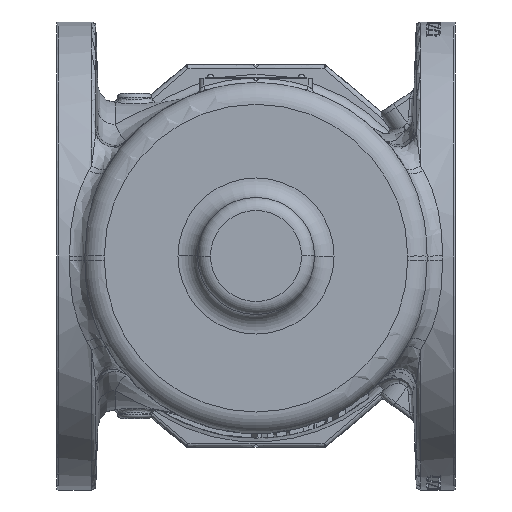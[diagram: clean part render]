
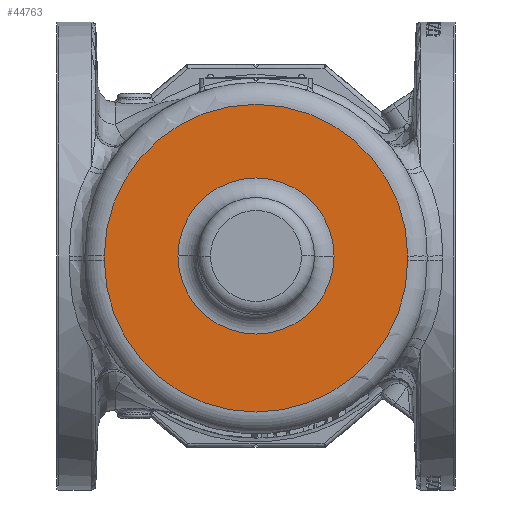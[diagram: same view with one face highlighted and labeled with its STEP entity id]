
A CAD part, front view. The second image highlights one B-rep face of the part: STEP entity #44763.
In plain terms, the highlighted planar face has unit normal (0, -1, 0).
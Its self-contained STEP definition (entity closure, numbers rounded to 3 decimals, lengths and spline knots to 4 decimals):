
#17212=DIRECTION('',(0.002,0.,-1.));
#17213=VECTOR('',#17212,0.125);
#17214=CARTESIAN_POINT('',(-4.375,-7.3743,0.0005));
#17215=LINE('',#17214,#17213);
#17216=CARTESIAN_POINT('',(0.,-7.3743,0.));
#17217=DIRECTION('',(0.,-1.,0.));
#17218=DIRECTION('',(1.,0.,0.));
#17219=AXIS2_PLACEMENT_3D('',#17216,#17217,#17218);
#17221=DIRECTION('',(-0.002,0.,1.));
#17222=VECTOR('',#17221,0.125);
#17223=CARTESIAN_POINT('',(4.3753,-7.3743,-0.1255));
#17224=LINE('',#17223,#17222);
#17225=CARTESIAN_POINT('',(0.0003,-7.3743,-0.125));
#17226=DIRECTION('',(0.,-1.,0.));
#17227=DIRECTION('',(-1.,0.,0.));
#17228=AXIS2_PLACEMENT_3D('',#17225,#17226,#17227);
#17230=CARTESIAN_POINT('',(0.,-7.3743,0.));
#17231=DIRECTION('',(0.,-1.,0.));
#17232=DIRECTION('',(1.,0.,0.));
#17233=AXIS2_PLACEMENT_3D('',#17230,#17231,#17232);
#17235=CARTESIAN_POINT('',(0.,-7.3743,0.));
#17236=DIRECTION('',(0.,-1.,0.));
#17237=DIRECTION('',(-1.,0.,0.));
#17238=AXIS2_PLACEMENT_3D('',#17235,#17236,#17237);
#28150=CARTESIAN_POINT('',(-2.2505,-7.3743,0.));
#28151=CARTESIAN_POINT('',(2.2505,-7.3743,0.));
#28152=VERTEX_POINT('',#28150);
#28153=VERTEX_POINT('',#28151);
#29039=CARTESIAN_POINT('',(-4.375,-7.3743,0.0005));
#29040=CARTESIAN_POINT('',(-4.3747,-7.3743,-0.1245));
#29041=VERTEX_POINT('',#29039);
#29042=VERTEX_POINT('',#29040);
#29043=CARTESIAN_POINT('',(4.3753,-7.3743,-0.125));
#29044=VERTEX_POINT('',#29043);
#29045=CARTESIAN_POINT('',(4.375,-7.3743,-0.0005));
#29046=VERTEX_POINT('',#29045);
#44746=CARTESIAN_POINT('',(0.,-7.3743,0.));
#44747=DIRECTION('',(0.,1.,0.));
#44748=DIRECTION('',(1.,0.,0.));
#44749=AXIS2_PLACEMENT_3D('',#44746,#44747,#44748);
#44750=PLANE('',#44749);
#44751=ORIENTED_EDGE('',*,*,#44740,.F.);
#44752=ORIENTED_EDGE('',*,*,#42039,.F.);
#44753=ORIENTED_EDGE('',*,*,#42198,.F.);
#44754=ORIENTED_EDGE('',*,*,#42213,.F.);
#44755=EDGE_LOOP('',(#44751,#44752,#44753,#44754));
#44756=FACE_OUTER_BOUND('',#44755,.F.);
#44758=ORIENTED_EDGE('',*,*,#44757,.T.);
#44760=ORIENTED_EDGE('',*,*,#44759,.T.);
#44761=EDGE_LOOP('',(#44758,#44760));
#44762=FACE_BOUND('',#44761,.F.);
#17220=CIRCLE('',#17219,4.375);
#17229=CIRCLE('',#17228,4.375);
#17234=CIRCLE('',#17233,2.2505);
#17239=CIRCLE('',#17238,2.2505);
#42039=EDGE_CURVE('',#29046,#29041,#17220,.T.);
#42198=EDGE_CURVE('',#29044,#29046,#17224,.T.);
#42213=EDGE_CURVE('',#29042,#29044,#17229,.T.);
#44740=EDGE_CURVE('',#29041,#29042,#17215,.T.);
#44757=EDGE_CURVE('',#28153,#28152,#17234,.T.);
#44759=EDGE_CURVE('',#28152,#28153,#17239,.T.);
#44763=ADVANCED_FACE('',(#44756,#44762),#44750,.F.);
